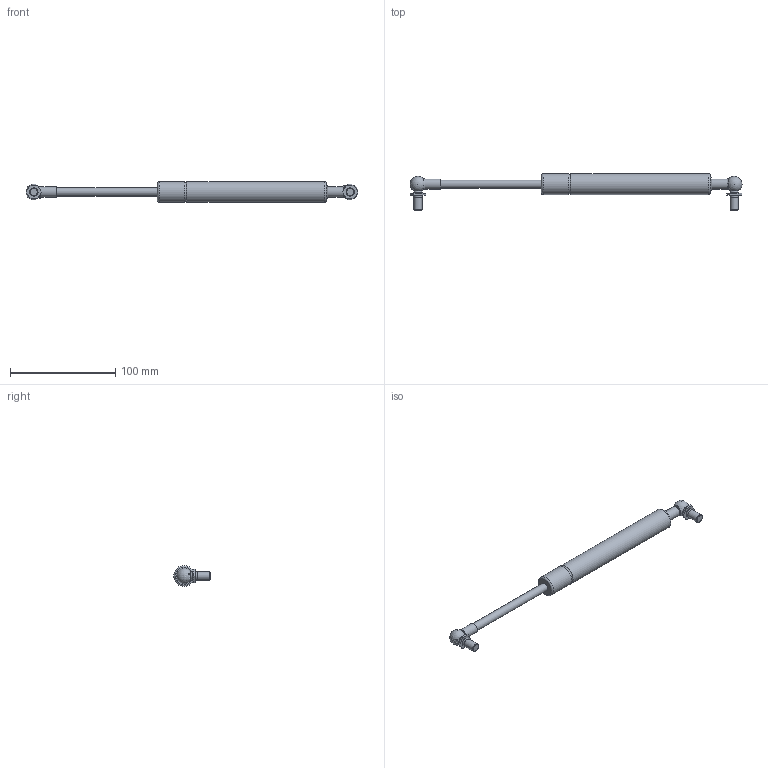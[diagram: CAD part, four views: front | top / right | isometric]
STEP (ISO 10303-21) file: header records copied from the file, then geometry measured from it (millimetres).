
FILE_DESCRIPTION(/* description */ (''),/* implementation_level */ '2;1');
FILE_NAME(/* name */ 'EAA-8350-U.stp',/* time_stamp */ '2020-11-24T16:44:01-05:00',/* author */ ('jenniferk'),/* organization */ (''),/* preprocessor_version */ 'ST-DEVELOPER v18.1',/* originating_system */ 'Autodesk Inventor 2020',/* authorisation */ '');
FILE_SCHEMA (('AUTOMOTIVE_DESIGN { 1 0 10303 214 3 1 1 }'));
Length unit declared in the file: inch
Products named in the file (1): EAA-8350-U_Shrinkwrap_1
Bounding box: 315.52 x 34.65 x 19.81 mm (x, y, z)
Volume: 61996.4 mm3; surface area: 17996.9 mm2
Topology: 5 solids, 5 shells, 75 faces, 215 edges, 153 vertices
Faces by surface type: plane 30, torus 15, cylinder 13, cone 8, sphere 7, bspline 2
Full cylindrical faces by diameter (mm): 0.978 x2, 0.991 x2, 7.874 x1, 8.001 x4, 9.703 x2, 19.812 x2
Entity records: 3131 total; most frequent: CARTESIAN_POINT 1007, DIRECTION 457, ORIENTED_EDGE 406, AXIS2_PLACEMENT_3D 206, EDGE_CURVE 203, VERTEX_POINT 153, CIRCLE 132, EDGE_LOOP 94
